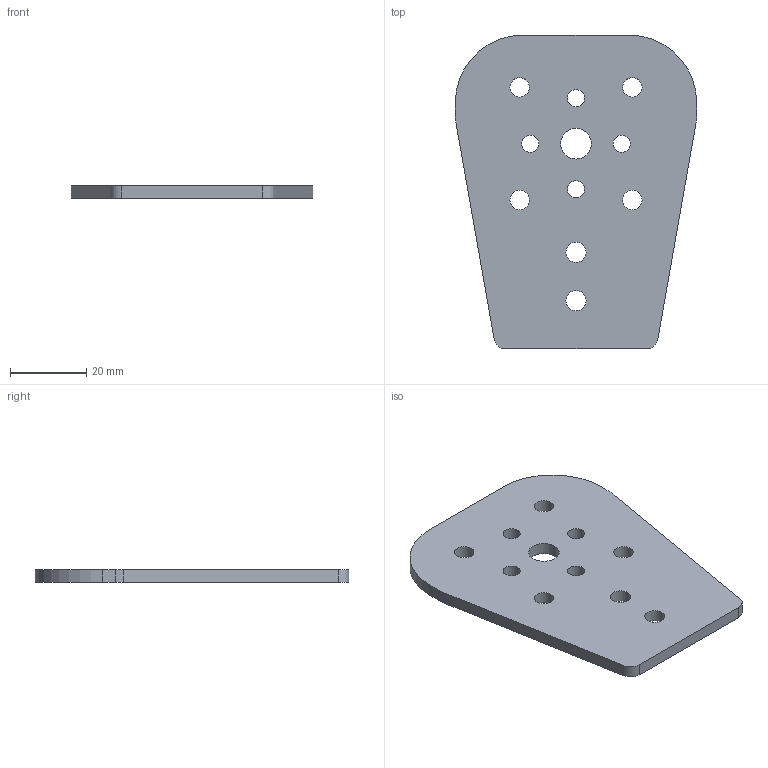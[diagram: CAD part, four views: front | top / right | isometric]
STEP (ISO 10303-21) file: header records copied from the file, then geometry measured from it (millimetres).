
FILE_DESCRIPTION(/* description */ (''),/* implementation_level */ '2;1');
FILE_NAME(/* name */ 'Arm Plate3.stp',/* time_stamp */ '2023-12-09T14:28:17-05:00',/* author */ ('bugme'),/* organization */ (''),/* preprocessor_version */ 'ST-DEVELOPER v19.2',/* originating_system */ 'Autodesk Inventor 2024',/* authorisation */ '');
FILE_SCHEMA (('AUTOMOTIVE_DESIGN { 1 0 10303 214 3 1 1 }'));
Length unit declared in the file: inch
Products named in the file (1): Arm Plate3
Bounding box: 63.5 x 82.55 x 3.3 mm (x, y, z)
Volume: 13934.3 mm3; surface area: 9876.5 mm2
Topology: 1 solids, 1 shells, 25 faces, 69 edges, 46 vertices
Faces by surface type: cylinder 17, plane 8
Full cylindrical faces by diameter (mm): 4.496 x4, 5.105 x4, 5.309 x2, 8.1 x1
Entity records: 906 total; most frequent: DIRECTION 155, CARTESIAN_POINT 141, ORIENTED_EDGE 138, EDGE_CURVE 69, AXIS2_PLACEMENT_3D 60, EDGE_LOOP 47, VERTEX_POINT 46, LINE 35
